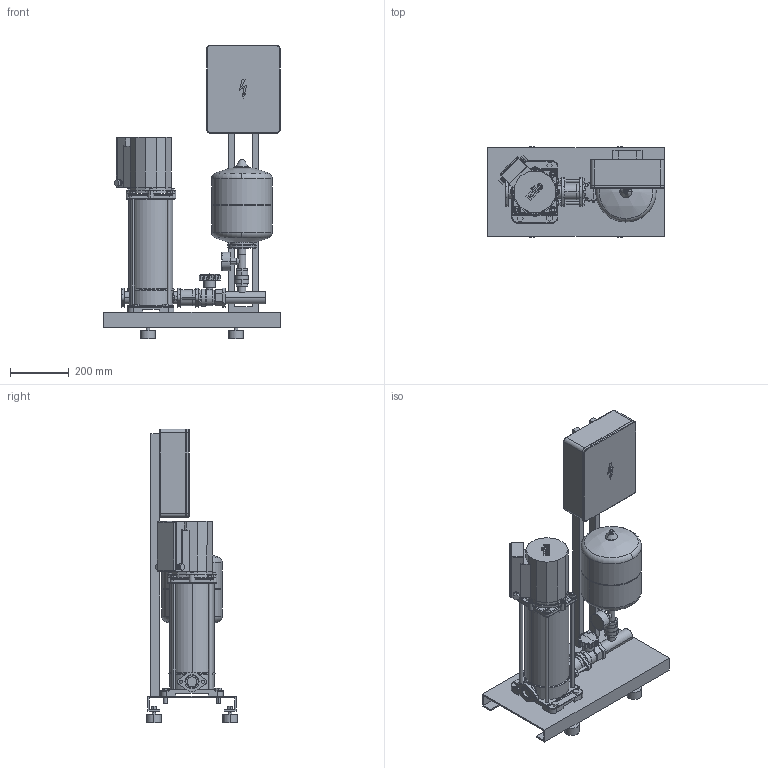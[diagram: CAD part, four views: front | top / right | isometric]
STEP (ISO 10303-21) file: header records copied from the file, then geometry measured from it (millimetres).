
FILE_DESCRIPTION((''),'2;1');
FILE_NAME('3d_CO-1MVIS410-2504179.stp','2016-08-31T09:42:24',(''),(''),'Mechanical Desktop 2009','Mechanical Desktop 2009',', , ');
FILE_SCHEMA(('CONFIG_CONTROL_DESIGN'));
Length unit declared in the file: millimetre
Products named in the file (1): Product
Bounding box: 600 x 310 x 1000 mm (x, y, z)
Volume: 30902510.7 mm3; surface area: 2252451.5 mm2
Topology: 41 solids, 41 shells, 1059 faces, 2508 edges, 1570 vertices
Faces by surface type: plane 448, cylinder 350, bspline 131, torus 68, cone 44, sphere 18
Entity records: 32269 total; most frequent: CARTESIAN_POINT 7760, DIRECTION 5118, ORIENTED_EDGE 4972, EDGE_CURVE 2486, AXIS2_PLACEMENT_3D 1834, VERTEX_POINT 1570, VECTOR 1450, LINE 1450
